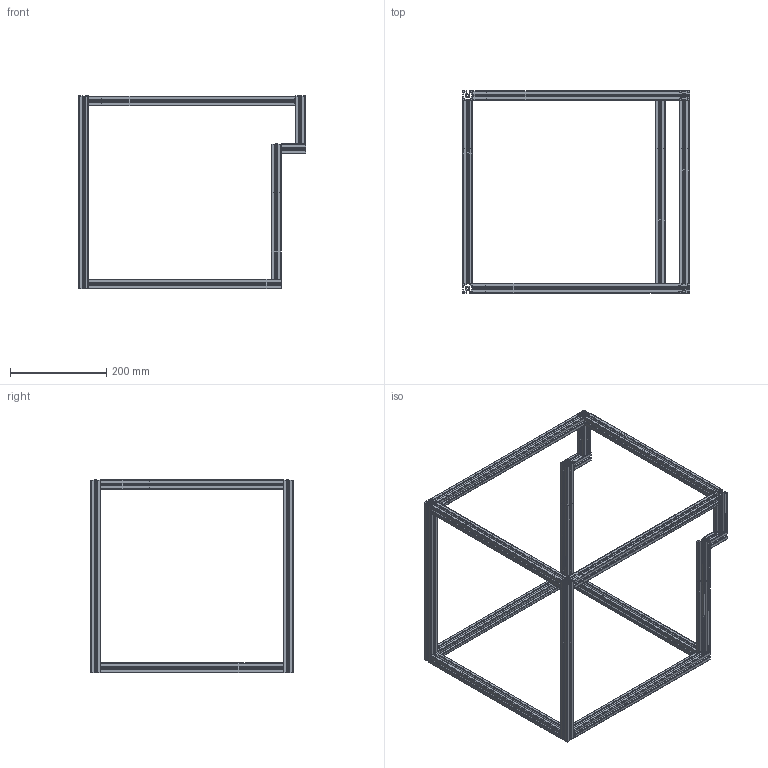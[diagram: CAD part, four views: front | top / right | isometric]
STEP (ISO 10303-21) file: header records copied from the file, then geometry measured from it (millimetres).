
FILE_DESCRIPTION(/* description */ (''),/* implementation_level */ '2;1');
FILE_NAME(/* name */ 'デザイン v2.step',/* time_stamp */ '2021-06-24T23:28:11+09:00',/* author */ (''),/* organization */ (''),/* preprocessor_version */ 'ST-DEVELOPER v18.1',/* originating_system */ 'Autodesk Translation Framework v10.9.0.1377',/* authorisation */ '');
FILE_SCHEMA (('AUTOMOTIVE_DESIGN { 1 0 10303 214 3 1 1 }'));
Length unit declared in the file: millimetre
Products named in the file (10): デザイン; 40cm; 40cm_1; 40cm_2; 40cm_3; 40cm_4; 40cm_5; 40cm_6; NFS5-2020-400; NFS5-2020-100
Assembly tree (18 placements, depth 3):
  デザイン
    NFS5-2020-100  x4
    40cm
      NFS5-2020-400
    40cm_1
      NFS5-2020-400
    40cm_2
      NFS5-2020-400
    40cm_3
      NFS5-2020-400
    40cm_4
      NFS5-2020-400
    40cm_5
      NFS5-2020-400
    40cm_6
      NFS5-2020-400
Bounding box: 471.79 x 420 x 402.23 mm (x, y, z)
Volume: 333342.4 mm3; surface area: 921924 mm2
Topology: 9 solids, 1050 shells, 1910 faces, 8605 edges, 7736 vertices
Faces by surface type: plane 1584, cylinder 326
Full cylindrical faces by diameter (mm): 4.2 x25
Entity records: 47579 total; most frequent: CARTESIAN_POINT 9198, DIRECTION 7362, ORIENTED_EDGE 6982, EDGE_CURVE 4420, LINE 3914, VECTOR 3914, VERTEX_POINT 3560, AXIS2_PLACEMENT_3D 1724
